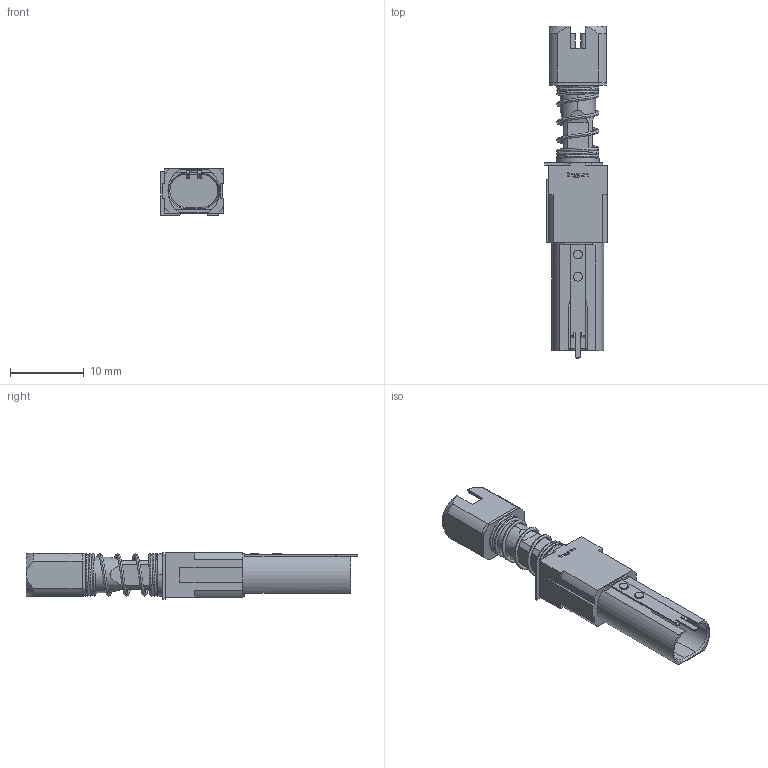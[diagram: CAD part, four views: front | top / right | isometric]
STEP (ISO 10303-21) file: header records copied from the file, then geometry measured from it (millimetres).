
FILE_DESCRIPTION (( 'STEP AP203' ), '1' );
FILE_NAME ('INGUN_HFS-802_314_051_A_xx42_HMTD.STEP', '2022-05-05T11:08:34', ( 'ochi' ), ( '' ), 'SwSTEP 2.0', 'SolidWorks 2018', '' );
FILE_SCHEMA (( 'CONFIG_CONTROL_DESIGN' ));
Length unit declared in the file: millimetre
Products named in the file (1): INGUN_HFS-802_314_051_A_xx42_HMTD
Bounding box: 8.5 x 44.9 x 6.3 mm (x, y, z)
Volume: 1134.1 mm3; surface area: 1627.5 mm2
Topology: 1 solids, 1 shells, 282 faces, 718 edges, 458 vertices
Faces by surface type: plane 172, cylinder 84, cone 20, bspline 6
Entity records: 10837 total; most frequent: CARTESIAN_POINT 3945, ORIENTED_EDGE 1436, DIRECTION 1410, EDGE_CURVE 718, LINE 476, VECTOR 476, AXIS2_PLACEMENT_3D 467, VERTEX_POINT 458
